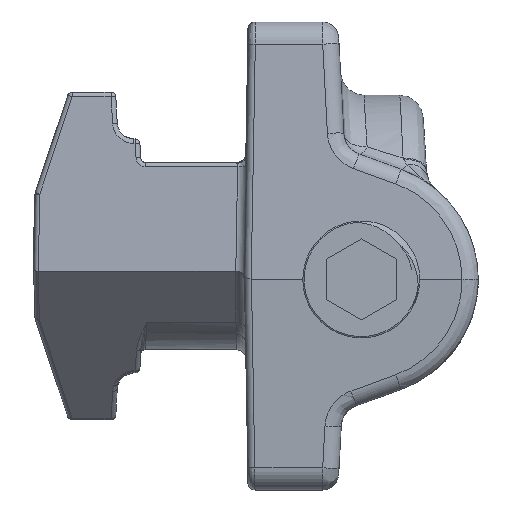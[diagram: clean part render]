
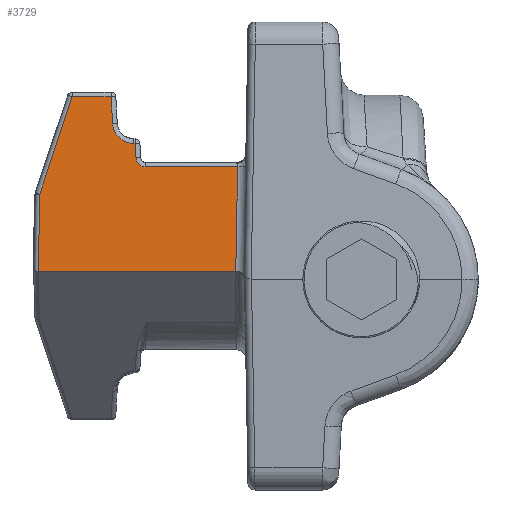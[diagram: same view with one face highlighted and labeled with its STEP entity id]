
A CAD part, left-side view. The second image highlights one B-rep face of the part: STEP entity #3729.
In plain terms, the highlighted face is planar.
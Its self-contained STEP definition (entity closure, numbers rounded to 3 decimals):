
#520=B_SPLINE_CURVE_WITH_KNOTS('',3,(#8301,#8302,#8303,#8304,#8305,#8306,
#8307),.UNSPECIFIED.,.F.,.F.,(4,3,4),(3.142,3.901,
4.66),.UNSPECIFIED.);
#521=B_SPLINE_CURVE_WITH_KNOTS('',3,(#8313,#8314,#8315,#8316,#8317,#8318,
#8319),.UNSPECIFIED.,.F.,.F.,(4,3,4),(3.142,3.901,
4.66),.UNSPECIFIED.);
#665=FACE_OUTER_BOUND('',#912,.T.);
#912=EDGE_LOOP('',(#2983,#2984,#2985,#2986,#2987,#2988,#2989,#2990,#2991,
#2992,#2993,#2994));
#1081=ELLIPSE('',#4081,0.265,0.236);
#1199=LINE('',#8293,#1411);
#1200=LINE('',#8297,#1412);
#1201=LINE('',#8299,#1413);
#1202=LINE('',#8309,#1414);
#1203=LINE('',#8311,#1415);
#1204=LINE('',#8321,#1416);
#1205=LINE('',#8323,#1417);
#1206=LINE('',#8325,#1418);
#1207=LINE('',#8326,#1419);
#1411=VECTOR('',#4786,1000.);
#1412=VECTOR('',#4789,1000.);
#1413=VECTOR('',#4790,1000.);
#1414=VECTOR('',#4791,1000.);
#1415=VECTOR('',#4792,1000.);
#1416=VECTOR('',#4793,1000.);
#1417=VECTOR('',#4794,1000.);
#1418=VECTOR('',#4795,1000.);
#1419=VECTOR('',#4796,1000.);
#1702=VERTEX_POINT('',#8291);
#1703=VERTEX_POINT('',#8292);
#1704=VERTEX_POINT('',#8294);
#1705=VERTEX_POINT('',#8296);
#1706=VERTEX_POINT('',#8298);
#1707=VERTEX_POINT('',#8300);
#1708=VERTEX_POINT('',#8308);
#1709=VERTEX_POINT('',#8310);
#1710=VERTEX_POINT('',#8312);
#1711=VERTEX_POINT('',#8320);
#1712=VERTEX_POINT('',#8322);
#1713=VERTEX_POINT('',#8324);
#2146=EDGE_CURVE('',#1702,#1703,#1199,.T.);
#2147=EDGE_CURVE('',#1702,#1704,#1081,.T.);
#2148=EDGE_CURVE('',#1704,#1705,#1200,.T.);
#2149=EDGE_CURVE('',#1705,#1706,#1201,.T.);
#2150=EDGE_CURVE('',#1706,#1707,#520,.T.);
#2151=EDGE_CURVE('',#1707,#1708,#1202,.T.);
#2152=EDGE_CURVE('',#1708,#1709,#1203,.T.);
#2153=EDGE_CURVE('',#1709,#1710,#521,.T.);
#2154=EDGE_CURVE('',#1710,#1711,#1204,.T.);
#2155=EDGE_CURVE('',#1711,#1712,#1205,.T.);
#2156=EDGE_CURVE('',#1712,#1713,#1206,.T.);
#2157=EDGE_CURVE('',#1713,#1703,#1207,.T.);
#2983=ORIENTED_EDGE('',*,*,#2146,.F.);
#2984=ORIENTED_EDGE('',*,*,#2147,.T.);
#2985=ORIENTED_EDGE('',*,*,#2148,.T.);
#2986=ORIENTED_EDGE('',*,*,#2149,.T.);
#2987=ORIENTED_EDGE('',*,*,#2150,.T.);
#2988=ORIENTED_EDGE('',*,*,#2151,.T.);
#2989=ORIENTED_EDGE('',*,*,#2152,.T.);
#2990=ORIENTED_EDGE('',*,*,#2153,.T.);
#2991=ORIENTED_EDGE('',*,*,#2154,.T.);
#2992=ORIENTED_EDGE('',*,*,#2155,.T.);
#2993=ORIENTED_EDGE('',*,*,#2156,.T.);
#2994=ORIENTED_EDGE('',*,*,#2157,.T.);
#3587=PLANE('',#4080);
#3729=ADVANCED_FACE('',(#665),#3587,.T.);
#4080=AXIS2_PLACEMENT_3D('',#8290,#4784,#4785);
#4081=AXIS2_PLACEMENT_3D('',#8295,#4787,#4788);
#4784=DIRECTION('center_axis',(0.999,0.,0.052));
#4785=DIRECTION('ref_axis',(0.052,0.,-0.999));
#4786=DIRECTION('',(0.,-1.,0.));
#4787=DIRECTION('center_axis',(-0.999,0.,-0.052));
#4788=DIRECTION('ref_axis',(-0.001,1.,0.021));
#4789=DIRECTION('',(-0.052,0.017,0.998));
#4790=DIRECTION('',(0.,-1.,0.));
#4791=DIRECTION('',(-0.052,-0.052,0.997));
#4792=DIRECTION('',(0.,-1.,0.));
#4793=DIRECTION('',(-0.052,-0.052,0.997));
#4794=DIRECTION('',(0.,-1.,0.));
#4795=DIRECTION('',(0.05,-0.316,-0.948));
#4796=DIRECTION('',(0.052,-0.017,-0.998));
#8290=CARTESIAN_POINT('Origin',(15.,0.,-0.657));
#8291=CARTESIAN_POINT('',(15.,-0.391,-0.657));
#8292=CARTESIAN_POINT('',(15.,-8.801,-0.657));
#8293=CARTESIAN_POINT('',(15.,0.,-0.657));
#8294=CARTESIAN_POINT('',(15.,-0.365,-0.658));
#8295=CARTESIAN_POINT('Origin',(15.012,-0.392,-0.892));
#8296=CARTESIAN_POINT('',(14.766,-0.287,3.81));
#8297=CARTESIAN_POINT('',(14.766,-0.287,3.817));
#8298=CARTESIAN_POINT('',(14.766,-4.228,3.81));
#8299=CARTESIAN_POINT('',(14.766,-4.228,3.81));
#8300=CARTESIAN_POINT('',(14.746,-4.627,4.19));
#8301=CARTESIAN_POINT('Ctrl Pts',(14.766,-4.228,3.81));
#8302=CARTESIAN_POINT('Ctrl Pts',(14.766,-4.329,3.81));
#8303=CARTESIAN_POINT('Ctrl Pts',(14.764,-4.43,3.851));
#8304=CARTESIAN_POINT('Ctrl Pts',(14.76,-4.503,3.92));
#8305=CARTESIAN_POINT('Ctrl Pts',(14.756,-4.577,3.99));
#8306=CARTESIAN_POINT('Ctrl Pts',(14.751,-4.622,4.088));
#8307=CARTESIAN_POINT('Ctrl Pts',(14.746,-4.627,4.19));
#8308=CARTESIAN_POINT('',(14.713,-4.66,4.81));
#8309=CARTESIAN_POINT('',(14.714,-4.659,4.8));
#8310=CARTESIAN_POINT('',(14.713,-4.731,4.81));
#8311=CARTESIAN_POINT('',(14.713,-4.731,4.81));
#8312=CARTESIAN_POINT('',(14.669,-5.63,5.663));
#8313=CARTESIAN_POINT('Ctrl Pts',(14.713,-4.731,4.81));
#8314=CARTESIAN_POINT('Ctrl Pts',(14.713,-4.959,4.81));
#8315=CARTESIAN_POINT('Ctrl Pts',(14.709,-5.185,4.901));
#8316=CARTESIAN_POINT('Ctrl Pts',(14.701,-5.35,5.058));
#8317=CARTESIAN_POINT('Ctrl Pts',(14.692,-5.516,5.214));
#8318=CARTESIAN_POINT('Ctrl Pts',(14.681,-5.618,5.435));
#8319=CARTESIAN_POINT('Ctrl Pts',(14.669,-5.63,5.663));
#8320=CARTESIAN_POINT('',(14.609,-5.69,6.81));
#8321=CARTESIAN_POINT('',(14.609,-5.689,6.8));
#8322=CARTESIAN_POINT('',(14.609,-7.356,6.81));
#8323=CARTESIAN_POINT('',(14.609,-7.356,6.81));
#8324=CARTESIAN_POINT('',(14.827,-8.743,2.648));
#8325=CARTESIAN_POINT('',(14.827,-8.746,2.64));
#8326=CARTESIAN_POINT('',(15.,-8.801,-0.66));
